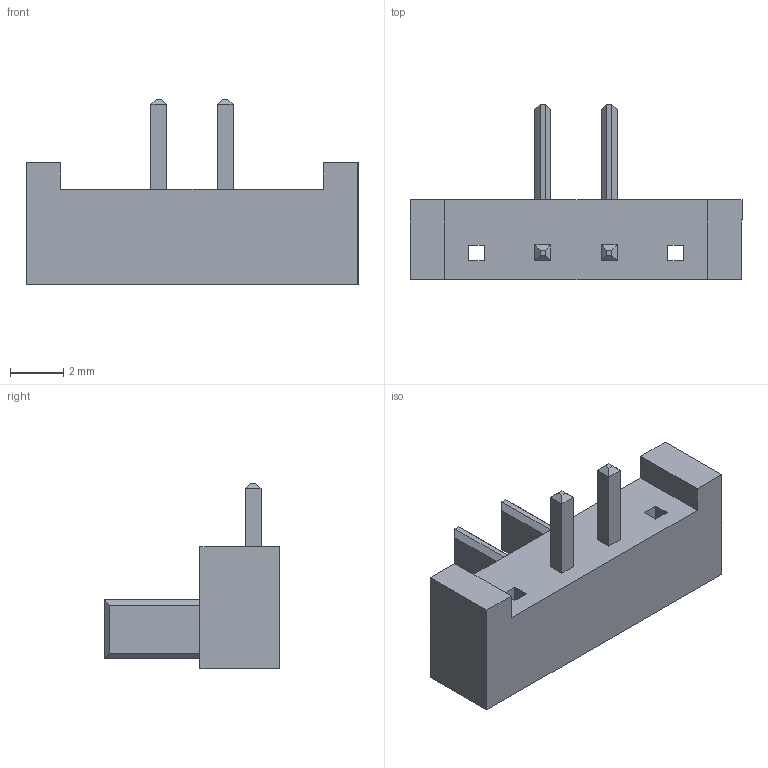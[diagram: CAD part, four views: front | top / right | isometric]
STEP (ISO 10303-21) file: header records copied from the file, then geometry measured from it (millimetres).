
FILE_DESCRIPTION (( 'STEP AP214' ), '1' );
FILE_NAME ('bcc25-pr40-04.STEP', '2016-05-05T13:50:39', ( '' ), ( '' ), 'SwSTEP 2.0', 'SolidWorks 2012', '' );
FILE_SCHEMA (( 'AUTOMOTIVE_DESIGN' ));
Length unit declared in the file: millimetre
Products named in the file (1): bcc25-pr40-04
Bounding box: 12.5 x 6.6 x 7 mm (x, y, z)
Volume: 145.5 mm3; surface area: 347.5 mm2
Topology: 3 solids, 3 shells, 78 faces, 212 edges, 136 vertices
Faces by surface type: plane 78
Entity records: 2676 total; most frequent: CARTESIAN_POINT 427, ORIENTED_EDGE 424, DIRECTION 370, EDGE_CURVE 212, LINE 212, VECTOR 212, VERTEX_POINT 136, EDGE_LOOP 82
